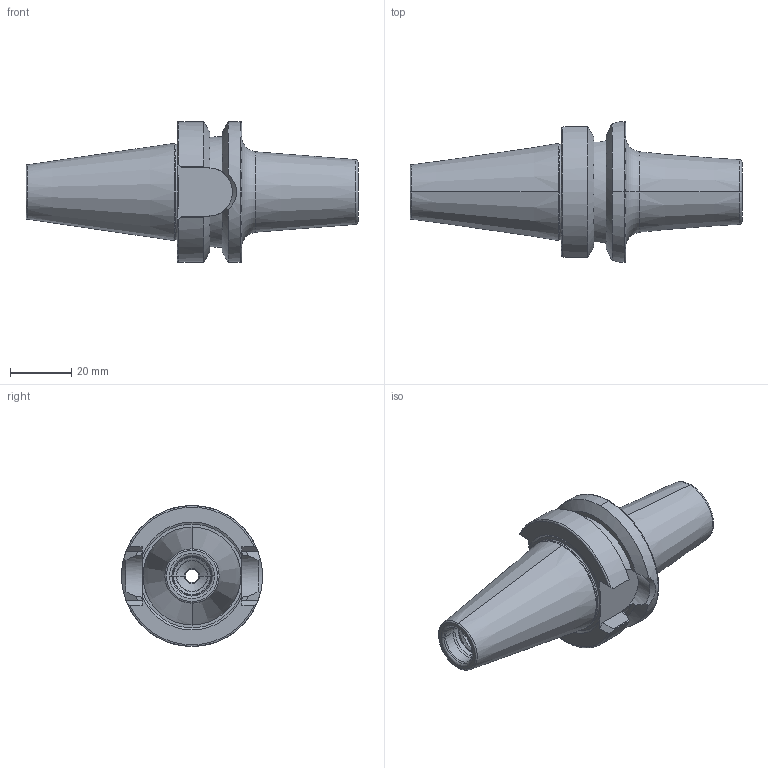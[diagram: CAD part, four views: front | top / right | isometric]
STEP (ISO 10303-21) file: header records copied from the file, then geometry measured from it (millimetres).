
FILE_DESCRIPTION((''),'2;1');
FILE_NAME('CBT30-SFH6_35-60','2020-02-25T09:16:31',('eos'),(''),'CREO PARAMETRIC BY PTC INC, 2018500','CREO PARAMETRIC BY PTC INC, 2018500','');
FILE_SCHEMA(('CONFIG_CONTROL_DESIGN'));
Length unit declared in the file: millimetre
Products named in the file (1): CBT30-SFH6_35-60
Bounding box: 108.4 x 46 x 46 mm (x, y, z)
Volume: 64575.8 mm3; surface area: 16501.8 mm2
Topology: 1 solids, 3 shells, 104 faces, 254 edges, 158 vertices
Faces by surface type: cylinder 32, plane 28, cone 26, torus 18
Entity records: 3203 total; most frequent: CARTESIAN_POINT 689, DIRECTION 544, ORIENTED_EDGE 500, EDGE_CURVE 254, AXIS2_PLACEMENT_3D 225, VERTEX_POINT 158, CIRCLE 120, EDGE_LOOP 112
